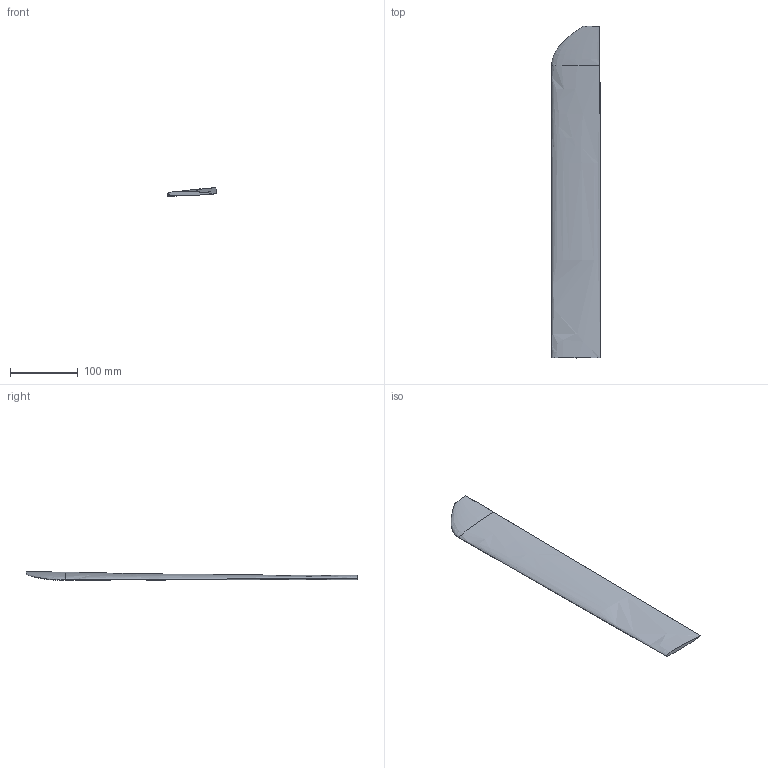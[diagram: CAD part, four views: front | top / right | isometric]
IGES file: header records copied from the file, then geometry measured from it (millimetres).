
Start section: CENTAUR IGES file output
Global section: file name: RTG_blades_without_root.igs; native system: CENTAUR IGES Converter; preprocessor: 4.0B2; author: kauf_ku; organization: None; date: 20190603.105814; units: millimetre
Bounding box: 72 x 490 x 13.12 mm (x, y, z)
Surface area: 70270.5 mm2 (no closed solid volume)
Topology: 0 solids, 0 shells, 8 faces, 38 edges, 38 vertices
Faces by surface type: bspline 8
